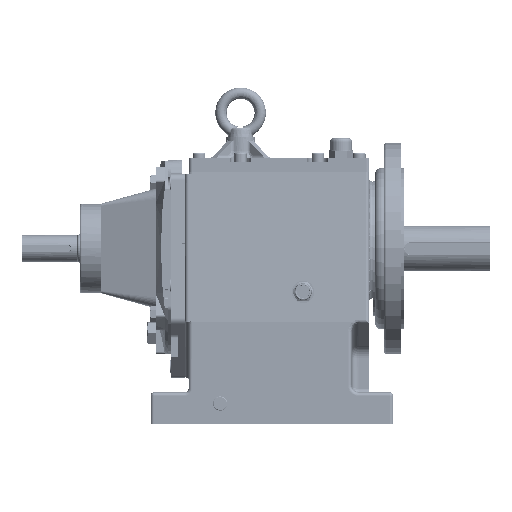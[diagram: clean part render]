
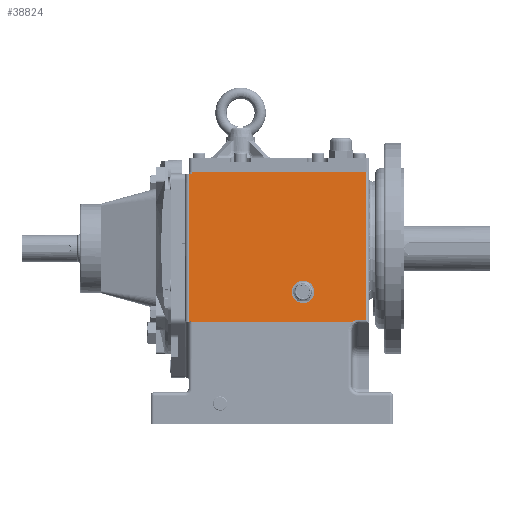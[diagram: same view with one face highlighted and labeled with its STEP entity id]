
A CAD part, top view. The second image highlights one B-rep face of the part: STEP entity #38824.
In plain terms, the highlighted planar face has unit normal (0, 0.093, 0.996).
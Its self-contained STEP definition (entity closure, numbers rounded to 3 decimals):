
#813 = EDGE_CURVE ( 'NONE', #68503, #112969, #20712, .T. ) ;
#3871 = EDGE_CURVE ( 'NONE', #8862, #8862, #84705, .T. ) ;
#6173 = CARTESIAN_POINT ( 'NONE',  ( 257., 108., 145. ) ) ;
#8153 = VECTOR ( 'NONE', #42875, 1000. ) ;
#8218 = CARTESIAN_POINT ( 'NONE',  ( 240.689, -102.897, 164.803 ) ) ;
#8837 = VERTEX_POINT ( 'NONE', #6173 ) ;
#8862 = VERTEX_POINT ( 'NONE', #52997 ) ;
#9431 = DIRECTION ( 'NONE',  ( 0., -0.996, 0.093 ) ) ;
#10038 = CARTESIAN_POINT ( 'NONE',  ( 10., -105., 165. ) ) ;
#10268 = CARTESIAN_POINT ( 'NONE',  ( 10., -105., 165. ) ) ;
#10648 = DIRECTION ( 'NONE',  ( 1., 0., 0. ) ) ;
#13523 = ORIENTED_EDGE ( 'NONE', *, *, #813, .T. ) ;
#13820 = CARTESIAN_POINT ( 'NONE',  ( 262., 108., 145. ) ) ;
#14930 = CARTESIAN_POINT ( 'NONE',  ( 7.676, -104.286, 164.933 ) ) ;
#16917 = CARTESIAN_POINT ( 'NONE',  ( 5., 106., 145.188 ) ) ;
#17020 = DIRECTION ( 'NONE',  ( 0., -0.996, 0.093 ) ) ;
#18520 = ORIENTED_EDGE ( 'NONE', *, *, #90012, .F. ) ;
#18698 = DIRECTION ( 'NONE',  ( 0., 0.996, -0.093 ) ) ;
#20138 = CARTESIAN_POINT ( 'NONE',  ( 9.079, -104.321, 164.936 ) ) ;
#20712 =( BOUNDED_CURVE ( )  B_SPLINE_CURVE ( 3, ( #50617, #8218, #86641, #43096 ),
 .UNSPECIFIED., .F., .F. ) 
 B_SPLINE_CURVE_WITH_KNOTS ( ( 4, 4 ),
 ( 5.647, 6.283 ),
 .UNSPECIFIED. ) 
 CURVE ( )  GEOMETRIC_REPRESENTATION_ITEM ( )  RATIONAL_B_SPLINE_CURVE ( ( 1., 0.967, 0.967, 1. ) ) 
 REPRESENTATION_ITEM ( '' )  );
#23084 = LINE ( 'NONE', #13820, #65086 ) ;
#23933 = ORIENTED_EDGE ( 'NONE', *, *, #68634, .T. ) ;
#25960 = CARTESIAN_POINT ( 'NONE',  ( 168., -78., 162.465 ) ) ;
#27420 = PLANE ( 'NONE',  #97808 ) ;
#28509 = CARTESIAN_POINT ( 'NONE',  ( 257., 108., 145. ) ) ;
#29659 = LINE ( 'NONE', #28509, #52896 ) ;
#32923 = DIRECTION ( 'NONE',  ( -1., 0., 0. ) ) ;
#34647 = CARTESIAN_POINT ( 'NONE',  ( 238.086, -105., 165. ) ) ;
#35726 = EDGE_CURVE ( 'NONE', #57313, #108034, #99884, .T. ) ;
#36376 = CARTESIAN_POINT ( 'NONE',  ( 8.634, -102.975, 164.81 ) ) ;
#36430 = EDGE_CURVE ( 'NONE', #41283, #8837, #29659, .T. ) ;
#36949 = ORIENTED_EDGE ( 'NONE', *, *, #36430, .T. ) ;
#37301 = CARTESIAN_POINT ( 'NONE',  ( 5., -105., 165. ) ) ;
#38824 = ADVANCED_FACE ( 'NONE', ( #100062, #99497 ), #27420, .F. ) ;
#41283 = VERTEX_POINT ( 'NONE', #52415 ) ;
#42875 = DIRECTION ( 'NONE',  ( -1., 0., 0. ) ) ;
#43096 = CARTESIAN_POINT ( 'NONE',  ( 247., -101.791, 164.699 ) ) ;
#44002 = CARTESIAN_POINT ( 'NONE',  ( 247., -101.791, 164.699 ) ) ;
#45158 = CARTESIAN_POINT ( 'NONE',  ( 168., -46., 159.46 ) ) ;
#45446 = CARTESIAN_POINT ( 'NONE',  ( 262., 108., 145. ) ) ;
#46265 = CARTESIAN_POINT ( 'NONE',  ( 168., -78., 162.465 ) ) ;
#47771 = ORIENTED_EDGE ( 'NONE', *, *, #68382, .T. ) ;
#49049 = EDGE_LOOP ( 'NONE', ( #77243, #69615, #70544, #76817, #47771, #23933, #18520, #13523, #49519, #36949 ) ) ;
#49382 =( BOUNDED_CURVE ( )  B_SPLINE_CURVE ( 3, ( #86359, #103871, #14930, #77093 ),
 .UNSPECIFIED., .F., .T. ) 
 B_SPLINE_CURVE_WITH_KNOTS ( ( 4, 4 ),
 ( 0., 0.814 ),
 .UNSPECIFIED. ) 
 CURVE ( )  GEOMETRIC_REPRESENTATION_ITEM ( )  RATIONAL_B_SPLINE_CURVE ( ( 1., 0.946, 0.946, 1. ) ) 
 REPRESENTATION_ITEM ( '' )  );
#49519 = ORIENTED_EDGE ( 'NONE', *, *, #51902, .T. ) ;
#50617 = CARTESIAN_POINT ( 'NONE',  ( 238.086, -105., 165. ) ) ;
#51902 = EDGE_CURVE ( 'NONE', #112969, #41283, #91337, .T. ) ;
#52415 = CARTESIAN_POINT ( 'NONE',  ( 257., -101.791, 164.699 ) ) ;
#52896 = VECTOR ( 'NONE', #18698, 1000. ) ;
#52997 = CARTESIAN_POINT ( 'NONE',  ( 168., -78., 162.465 ) ) ;
#55267 = DIRECTION ( 'NONE',  ( 0., -0.093, -0.996 ) ) ;
#55992 = CARTESIAN_POINT ( 'NONE',  ( 8.634, -102.975, 164.81 ) ) ;
#57313 = VERTEX_POINT ( 'NONE', #72414 ) ;
#57888 = VERTEX_POINT ( 'NONE', #55992 ) ;
#58165 = CARTESIAN_POINT ( 'NONE',  ( 5., -105., 165. ) ) ;
#65086 = VECTOR ( 'NONE', #32923, 1000. ) ;
#65257 = CARTESIAN_POINT ( 'NONE',  ( 262., 106., 145.188 ) ) ;
#66415 = DIRECTION ( 'NONE',  ( -1., 0., 0. ) ) ;
#68382 = EDGE_CURVE ( 'NONE', #113261, #57888, #49382, .T. ) ;
#68503 = VERTEX_POINT ( 'NONE', #34647 ) ;
#68634 = EDGE_CURVE ( 'NONE', #57888, #111955, #89428, .T. ) ;
#69615 = ORIENTED_EDGE ( 'NONE', *, *, #35726, .T. ) ;
#70544 = ORIENTED_EDGE ( 'NONE', *, *, #100214, .T. ) ;
#70751 = EDGE_CURVE ( 'NONE', #91907, #113261, #81471, .T. ) ;
#72414 = CARTESIAN_POINT ( 'NONE',  ( 10., 108., 145. ) ) ;
#72455 = CARTESIAN_POINT ( 'NONE',  ( 10., 106., 145.188 ) ) ;
#75583 = VECTOR ( 'NONE', #10648, 1000. ) ;
#76817 = ORIENTED_EDGE ( 'NONE', *, *, #70751, .T. ) ;
#77093 = CARTESIAN_POINT ( 'NONE',  ( 8.634, -102.975, 164.81 ) ) ;
#77243 = ORIENTED_EDGE ( 'NONE', *, *, #101386, .T. ) ;
#77661 = CARTESIAN_POINT ( 'NONE',  ( 10., 108., 145. ) ) ;
#81471 = LINE ( 'NONE', #37301, #106945 ) ;
#84705 =( BOUNDED_CURVE ( )  B_SPLINE_CURVE ( 3, ( #25960, #105607, #106762, #45158, #97465, #107906, #46265 ),
 .UNSPECIFIED., .T., .T. ) 
 B_SPLINE_CURVE_WITH_KNOTS ( ( 4, 3, 4 ),
 ( 0., 3.142, 6.283 ),
 .UNSPECIFIED. ) 
 CURVE ( )  GEOMETRIC_REPRESENTATION_ITEM ( )  RATIONAL_B_SPLINE_CURVE ( ( 1., 0.333, 0.333, 1., 0.333, 0.333, 1. ) ) 
 REPRESENTATION_ITEM ( '' )  );
#86359 = CARTESIAN_POINT ( 'NONE',  ( 5., -105., 165. ) ) ;
#86641 = CARTESIAN_POINT ( 'NONE',  ( 243.763, -101.791, 164.699 ) ) ;
#87005 = CARTESIAN_POINT ( 'NONE',  ( 262., -105., 165. ) ) ;
#87044 = VECTOR ( 'NONE', #111428, 1000. ) ;
#89428 =( BOUNDED_CURVE ( )  B_SPLINE_CURVE ( 3, ( #36376, #20138, #98567, #10268 ),
 .UNSPECIFIED., .F., .F. ) 
 B_SPLINE_CURVE_WITH_KNOTS ( ( 4, 4 ),
 ( 6.007, 6.283 ),
 .UNSPECIFIED. ) 
 CURVE ( )  GEOMETRIC_REPRESENTATION_ITEM ( )  RATIONAL_B_SPLINE_CURVE ( ( 1., 0.994, 0.994, 1. ) ) 
 REPRESENTATION_ITEM ( '' )  );
#90012 = EDGE_CURVE ( 'NONE', #68503, #111955, #95752, .T. ) ;
#90195 = CARTESIAN_POINT ( 'NONE',  ( 262., -101.791, 164.699 ) ) ;
#91337 = LINE ( 'NONE', #90195, #75583 ) ;
#91907 = VERTEX_POINT ( 'NONE', #16917 ) ;
#91960 = LINE ( 'NONE', #65257, #101976 ) ;
#95752 = LINE ( 'NONE', #87005, #8153 ) ;
#97465 = CARTESIAN_POINT ( 'NONE',  ( 200., -46., 159.46 ) ) ;
#97808 = AXIS2_PLACEMENT_3D ( 'NONE', #45446, #55267, #9431 ) ;
#98567 = CARTESIAN_POINT ( 'NONE',  ( 9.537, -105., 165. ) ) ;
#99497 = FACE_OUTER_BOUND ( 'NONE', #49049, .T. ) ;
#99884 = LINE ( 'NONE', #77661, #87044 ) ;
#100062 = FACE_BOUND ( 'NONE', #105171, .T. ) ;
#100214 = EDGE_CURVE ( 'NONE', #108034, #91907, #91960, .T. ) ;
#101386 = EDGE_CURVE ( 'NONE', #8837, #57313, #23084, .T. ) ;
#101976 = VECTOR ( 'NONE', #66415, 1000. ) ;
#103616 = ORIENTED_EDGE ( 'NONE', *, *, #3871, .T. ) ;
#103871 = CARTESIAN_POINT ( 'NONE',  ( 6.395, -105., 165. ) ) ;
#105171 = EDGE_LOOP ( 'NONE', ( #103616 ) ) ;
#105607 = CARTESIAN_POINT ( 'NONE',  ( 136., -78., 162.465 ) ) ;
#106762 = CARTESIAN_POINT ( 'NONE',  ( 136., -46., 159.46 ) ) ;
#106945 = VECTOR ( 'NONE', #17020, 1000. ) ;
#107906 = CARTESIAN_POINT ( 'NONE',  ( 200., -78., 162.465 ) ) ;
#108034 = VERTEX_POINT ( 'NONE', #72455 ) ;
#111428 = DIRECTION ( 'NONE',  ( 0., -0.996, 0.093 ) ) ;
#111955 = VERTEX_POINT ( 'NONE', #10038 ) ;
#112969 = VERTEX_POINT ( 'NONE', #44002 ) ;
#113261 = VERTEX_POINT ( 'NONE', #58165 ) ;
